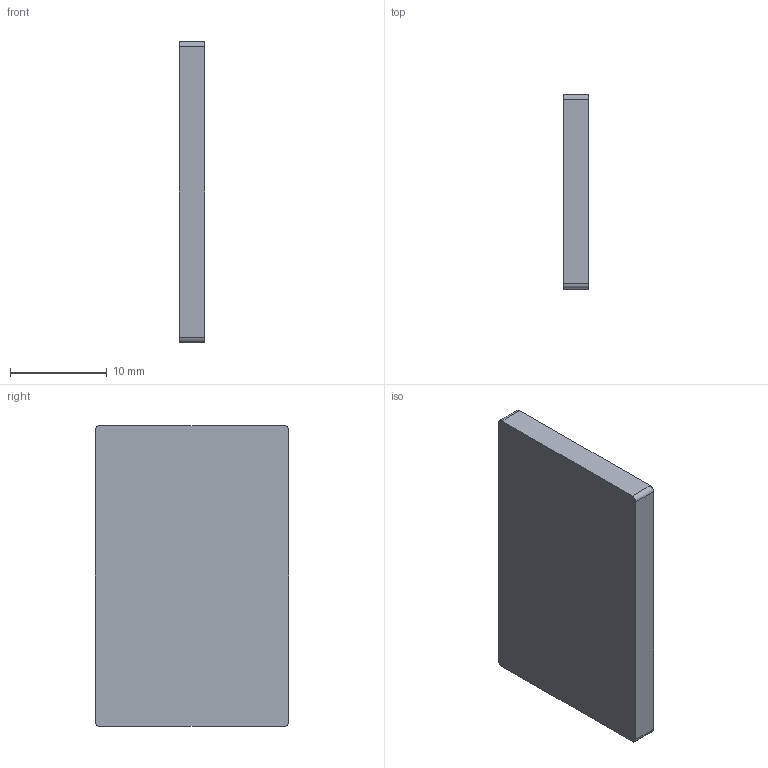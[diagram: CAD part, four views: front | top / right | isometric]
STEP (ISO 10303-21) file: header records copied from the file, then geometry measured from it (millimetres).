
FILE_DESCRIPTION (( 'STEP AP203' ), '1' );
FILE_NAME ('60300-240-11.step', '2023-02-07T13:34:04', ( '' ), ( '' ), 'SwSTEP 2.0', 'SolidWorks 2018', '' );
FILE_SCHEMA (( 'CONFIG_CONTROL_DESIGN' ));
Length unit declared in the file: millimetre
Products named in the file (1): 60300-240-11
Bounding box: 2.62 x 20 x 31 mm (x, y, z)
Volume: 1623.2 mm3; surface area: 1515.2 mm2
Topology: 1 solids, 1 shells, 251 faces, 660 edges, 440 vertices
Faces by surface type: plane 134, bspline 113, cylinder 4
Entity records: 14405 total; most frequent: CARTESIAN_POINT 8889, ORIENTED_EDGE 1320, DIRECTION 720, EDGE_CURVE 660, VERTEX_POINT 440, VECTOR 426, LINE 426, EDGE_LOOP 280
